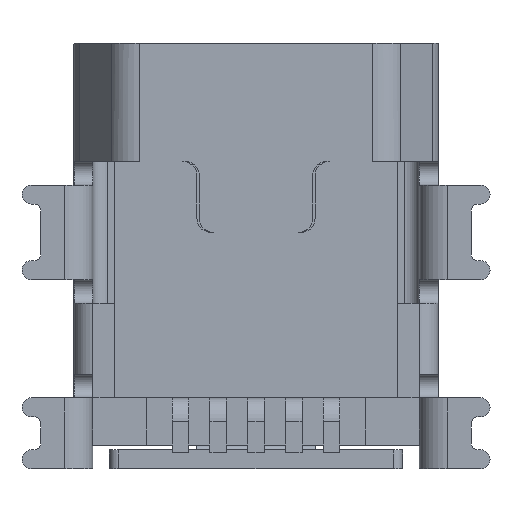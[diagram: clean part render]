
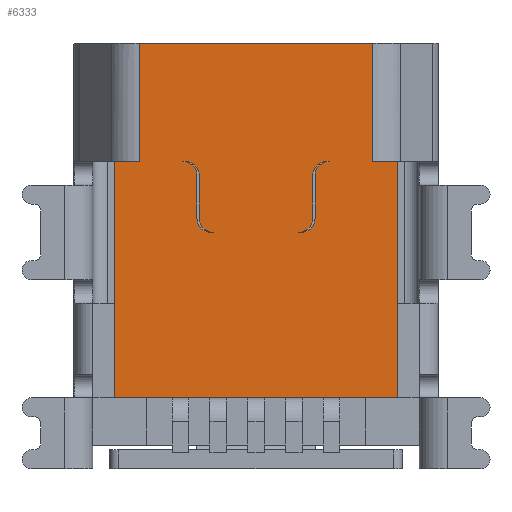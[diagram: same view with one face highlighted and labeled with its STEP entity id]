
A CAD part, front view. The second image highlights one B-rep face of the part: STEP entity #6333.
In plain terms, the highlighted planar face has unit normal (0, -1, 0).
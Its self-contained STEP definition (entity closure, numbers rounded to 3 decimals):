
#104=DIRECTION('',(-1.,0.,0.));
#105=VECTOR('',#104,4.936);
#106=CARTESIAN_POINT('',(2.468,-1.95,0.));
#107=LINE('',#106,#105);
#598=CARTESIAN_POINT('',(0.9,-1.95,-3.7));
#599=DIRECTION('',(0.,-1.,0.));
#600=DIRECTION('',(0.,0.,-1.));
#601=AXIS2_PLACEMENT_3D('',#598,#599,#600);
#603=DIRECTION('',(-1.,0.,0.));
#604=VECTOR('',#603,0.05);
#605=CARTESIAN_POINT('',(0.95,-1.95,-4.));
#606=LINE('',#605,#604);
#607=CARTESIAN_POINT('',(0.95,-1.95,-3.7));
#608=DIRECTION('',(0.,1.,0.));
#609=DIRECTION('',(1.,0.,0.));
#610=AXIS2_PLACEMENT_3D('',#607,#608,#609);
#612=DIRECTION('',(0.,0.,-1.));
#613=VECTOR('',#612,0.9);
#614=CARTESIAN_POINT('',(1.25,-1.95,-2.8));
#615=LINE('',#614,#613);
#616=CARTESIAN_POINT('',(1.55,-1.95,-2.8));
#617=DIRECTION('',(0.,-1.,0.));
#618=DIRECTION('',(0.,0.,1.));
#619=AXIS2_PLACEMENT_3D('',#616,#617,#618);
#621=DIRECTION('',(-1.,0.,0.));
#622=VECTOR('',#621,0.05);
#623=CARTESIAN_POINT('',(1.55,-1.95,-2.5));
#624=LINE('',#623,#622);
#625=CARTESIAN_POINT('',(1.5,-1.95,-2.8));
#626=DIRECTION('',(0.,-1.,0.));
#627=DIRECTION('',(0.,0.,1.));
#628=AXIS2_PLACEMENT_3D('',#625,#626,#627);
#630=DIRECTION('',(0.,0.,-1.));
#631=VECTOR('',#630,0.9);
#632=CARTESIAN_POINT('',(1.2,-1.95,-2.8));
#633=LINE('',#632,#631);
#634=DIRECTION('',(1.,0.,0.));
#635=VECTOR('',#634,0.05);
#636=CARTESIAN_POINT('',(-1.55,-1.95,-2.5));
#637=LINE('',#636,#635);
#638=CARTESIAN_POINT('',(-1.55,-1.95,-2.8));
#639=DIRECTION('',(0.,-1.,0.));
#640=DIRECTION('',(1.,0.,0.));
#641=AXIS2_PLACEMENT_3D('',#638,#639,#640);
#643=DIRECTION('',(0.,0.,1.));
#644=VECTOR('',#643,0.9);
#645=CARTESIAN_POINT('',(-1.25,-1.95,-3.7));
#646=LINE('',#645,#644);
#647=CARTESIAN_POINT('',(-0.95,-1.95,-3.7));
#648=DIRECTION('',(0.,1.,0.));
#649=DIRECTION('',(0.,0.,-1.));
#650=AXIS2_PLACEMENT_3D('',#647,#648,#649);
#652=DIRECTION('',(-1.,0.,0.));
#653=VECTOR('',#652,0.05);
#654=CARTESIAN_POINT('',(-0.9,-1.95,-4.));
#655=LINE('',#654,#653);
#656=CARTESIAN_POINT('',(-0.9,-1.95,-3.7));
#657=DIRECTION('',(0.,-1.,0.));
#658=DIRECTION('',(-1.,0.,0.));
#659=AXIS2_PLACEMENT_3D('',#656,#657,#658);
#661=DIRECTION('',(0.,0.,1.));
#662=VECTOR('',#661,0.9);
#663=CARTESIAN_POINT('',(-1.2,-1.95,-3.7));
#664=LINE('',#663,#662);
#665=CARTESIAN_POINT('',(-1.5,-1.95,-2.8));
#666=DIRECTION('',(0.,-1.,0.));
#667=DIRECTION('',(1.,0.,0.));
#668=AXIS2_PLACEMENT_3D('',#665,#666,#667);
#670=DIRECTION('',(-1.,0.,0.));
#671=VECTOR('',#670,0.532);
#672=CARTESIAN_POINT('',(3.,-1.95,-2.5));
#673=LINE('',#672,#671);
#674=DIRECTION('',(0.,0.,1.));
#675=VECTOR('',#674,5.);
#676=CARTESIAN_POINT('',(3.,-1.95,-7.5));
#677=LINE('',#676,#675);
#678=DIRECTION('',(1.,0.,0.));
#679=VECTOR('',#678,6.);
#680=CARTESIAN_POINT('',(-3.,-1.95,-7.5));
#681=LINE('',#680,#679);
#682=DIRECTION('',(0.,0.,-1.));
#683=VECTOR('',#682,5.);
#684=CARTESIAN_POINT('',(-3.,-1.95,-2.5));
#685=LINE('',#684,#683);
#686=DIRECTION('',(-1.,0.,0.));
#687=VECTOR('',#686,0.532);
#688=CARTESIAN_POINT('',(-2.468,-1.95,-2.5));
#689=LINE('',#688,#687);
#690=DIRECTION('',(0.,0.,1.));
#691=VECTOR('',#690,2.5);
#692=CARTESIAN_POINT('',(-2.468,-1.95,-2.5));
#693=LINE('',#692,#691);
#927=DIRECTION('',(0.,0.,1.));
#928=VECTOR('',#927,2.5);
#929=CARTESIAN_POINT('',(2.468,-1.95,-2.5));
#930=LINE('',#929,#928);
#4511=CARTESIAN_POINT('',(-2.468,-1.95,0.));
#4512=VERTEX_POINT('',#4511);
#4513=CARTESIAN_POINT('',(2.468,-1.95,0.));
#4514=VERTEX_POINT('',#4513);
#4531=CARTESIAN_POINT('',(-1.2,-1.95,-3.7));
#4532=CARTESIAN_POINT('',(-1.2,-1.95,-2.8));
#4533=VERTEX_POINT('',#4531);
#4534=VERTEX_POINT('',#4532);
#4535=CARTESIAN_POINT('',(-1.5,-1.95,-2.5));
#4536=VERTEX_POINT('',#4535);
#4537=CARTESIAN_POINT('',(1.5,-1.95,-2.5));
#4538=CARTESIAN_POINT('',(1.2,-1.95,-2.8));
#4539=VERTEX_POINT('',#4537);
#4540=VERTEX_POINT('',#4538);
#4541=CARTESIAN_POINT('',(1.2,-1.95,-3.7));
#4542=VERTEX_POINT('',#4541);
#5195=CARTESIAN_POINT('',(-3.,-1.95,-7.5));
#5196=CARTESIAN_POINT('',(3.,-1.95,-7.5));
#5197=VERTEX_POINT('',#5195);
#5198=VERTEX_POINT('',#5196);
#5199=CARTESIAN_POINT('',(3.,-1.95,-2.5));
#5200=VERTEX_POINT('',#5199);
#5201=CARTESIAN_POINT('',(1.25,-1.95,-2.8));
#5202=CARTESIAN_POINT('',(1.25,-1.95,-3.7));
#5203=VERTEX_POINT('',#5201);
#5204=VERTEX_POINT('',#5202);
#5205=CARTESIAN_POINT('',(0.95,-1.95,-4.));
#5206=VERTEX_POINT('',#5205);
#5207=CARTESIAN_POINT('',(-0.95,-1.95,-4.));
#5208=CARTESIAN_POINT('',(-1.25,-1.95,-3.7));
#5209=VERTEX_POINT('',#5207);
#5210=VERTEX_POINT('',#5208);
#5211=CARTESIAN_POINT('',(-1.25,-1.95,-2.8));
#5212=VERTEX_POINT('',#5211);
#5213=CARTESIAN_POINT('',(-3.,-1.95,-2.5));
#5214=VERTEX_POINT('',#5213);
#5228=CARTESIAN_POINT('',(-2.468,-1.95,-2.5));
#5230=VERTEX_POINT('',#5228);
#5231=CARTESIAN_POINT('',(2.468,-1.95,-2.5));
#5233=VERTEX_POINT('',#5231);
#5236=CARTESIAN_POINT('',(-0.9,-1.95,-4.));
#5238=VERTEX_POINT('',#5236);
#5244=CARTESIAN_POINT('',(-1.55,-1.95,-2.5));
#5246=VERTEX_POINT('',#5244);
#5252=CARTESIAN_POINT('',(1.55,-1.95,-2.5));
#5254=VERTEX_POINT('',#5252);
#5256=CARTESIAN_POINT('',(0.9,-1.95,-4.));
#5258=VERTEX_POINT('',#5256);
#6277=CARTESIAN_POINT('',(-2.468,-1.95,0.));
#6278=DIRECTION('',(0.,-1.,0.));
#6279=DIRECTION('',(1.,0.,0.));
#6280=AXIS2_PLACEMENT_3D('',#6277,#6278,#6279);
#6281=PLANE('',#6280);
#6283=ORIENTED_EDGE('',*,*,#6282,.F.);
#6285=ORIENTED_EDGE('',*,*,#6284,.F.);
#6286=ORIENTED_EDGE('',*,*,#6265,.F.);
#6287=ORIENTED_EDGE('',*,*,#6254,.F.);
#6289=ORIENTED_EDGE('',*,*,#6288,.F.);
#6291=ORIENTED_EDGE('',*,*,#6290,.F.);
#6293=ORIENTED_EDGE('',*,*,#6292,.T.);
#6294=ORIENTED_EDGE('',*,*,#5806,.F.);
#6295=EDGE_LOOP('',(#6283,#6285,#6286,#6287,#6289,#6291,#6293,#6294));
#6296=FACE_OUTER_BOUND('',#6295,.F.);
#6298=ORIENTED_EDGE('',*,*,#6297,.F.);
#6300=ORIENTED_EDGE('',*,*,#6299,.F.);
#6302=ORIENTED_EDGE('',*,*,#6301,.F.);
#6304=ORIENTED_EDGE('',*,*,#6303,.F.);
#6306=ORIENTED_EDGE('',*,*,#6305,.F.);
#6308=ORIENTED_EDGE('',*,*,#6307,.T.);
#6310=ORIENTED_EDGE('',*,*,#6309,.T.);
#6312=ORIENTED_EDGE('',*,*,#6311,.T.);
#6313=EDGE_LOOP('',(#6298,#6300,#6302,#6304,#6306,#6308,#6310,#6312));
#6314=FACE_BOUND('',#6313,.F.);
#6316=ORIENTED_EDGE('',*,*,#6315,.F.);
#6318=ORIENTED_EDGE('',*,*,#6317,.F.);
#6320=ORIENTED_EDGE('',*,*,#6319,.F.);
#6322=ORIENTED_EDGE('',*,*,#6321,.F.);
#6324=ORIENTED_EDGE('',*,*,#6323,.F.);
#6326=ORIENTED_EDGE('',*,*,#6325,.F.);
#6328=ORIENTED_EDGE('',*,*,#6327,.T.);
#6330=ORIENTED_EDGE('',*,*,#6329,.T.);
#6331=EDGE_LOOP('',(#6316,#6318,#6320,#6322,#6324,#6326,#6328,#6330));
#6332=FACE_BOUND('',#6331,.F.);
#6333=ADVANCED_FACE('',(#6296,#6314,#6332),#6281,.T.);
#602=CIRCLE('',#601,0.3);
#611=CIRCLE('',#610,0.3);
#620=CIRCLE('',#619,0.3);
#629=CIRCLE('',#628,0.3);
#642=CIRCLE('',#641,0.3);
#651=CIRCLE('',#650,0.3);
#660=CIRCLE('',#659,0.3);
#669=CIRCLE('',#668,0.3);
#5806=EDGE_CURVE('',#4514,#4512,#107,.T.);
#6254=EDGE_CURVE('',#5197,#5198,#681,.T.);
#6265=EDGE_CURVE('',#5198,#5200,#677,.T.);
#6282=EDGE_CURVE('',#5233,#4514,#930,.T.);
#6284=EDGE_CURVE('',#5200,#5233,#673,.T.);
#6288=EDGE_CURVE('',#5214,#5197,#685,.T.);
#6290=EDGE_CURVE('',#5230,#5214,#689,.T.);
#6292=EDGE_CURVE('',#5230,#4512,#693,.T.);
#6297=EDGE_CURVE('',#5258,#4542,#602,.T.);
#6299=EDGE_CURVE('',#5206,#5258,#606,.T.);
#6301=EDGE_CURVE('',#5204,#5206,#611,.T.);
#6303=EDGE_CURVE('',#5203,#5204,#615,.T.);
#6305=EDGE_CURVE('',#5254,#5203,#620,.T.);
#6307=EDGE_CURVE('',#5254,#4539,#624,.T.);
#6309=EDGE_CURVE('',#4539,#4540,#629,.T.);
#6311=EDGE_CURVE('',#4540,#4542,#633,.T.);
#6315=EDGE_CURVE('',#5246,#4536,#637,.T.);
#6317=EDGE_CURVE('',#5212,#5246,#642,.T.);
#6319=EDGE_CURVE('',#5210,#5212,#646,.T.);
#6321=EDGE_CURVE('',#5209,#5210,#651,.T.);
#6323=EDGE_CURVE('',#5238,#5209,#655,.T.);
#6325=EDGE_CURVE('',#4533,#5238,#660,.T.);
#6327=EDGE_CURVE('',#4533,#4534,#664,.T.);
#6329=EDGE_CURVE('',#4534,#4536,#669,.T.);
